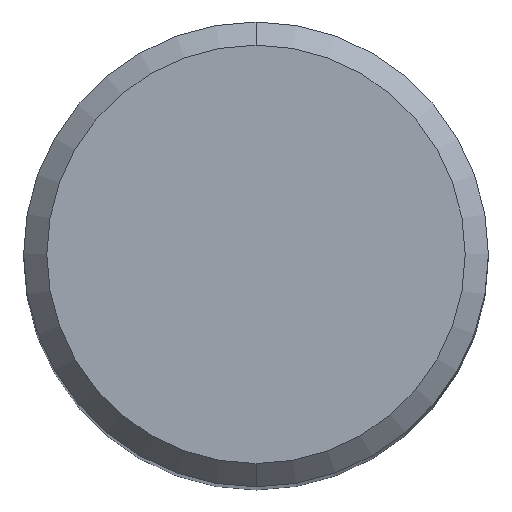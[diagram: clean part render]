
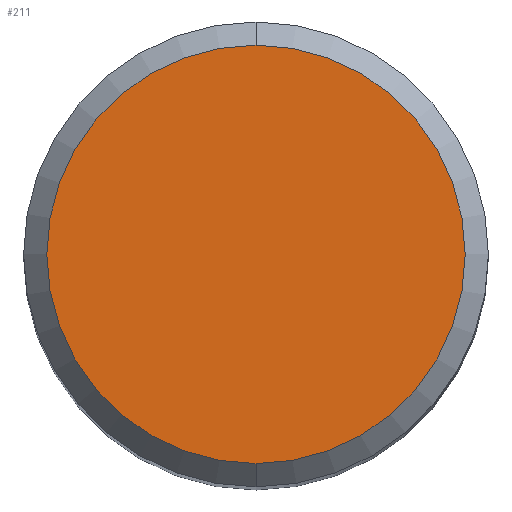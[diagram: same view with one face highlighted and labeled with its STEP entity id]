
A CAD part, top view. The second image highlights one B-rep face of the part: STEP entity #211.
In plain terms, the highlighted planar face has unit normal (0, 0, 1).
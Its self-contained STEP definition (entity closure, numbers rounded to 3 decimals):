
#211=ADVANCED_FACE('',(#507),#508,.T.);
#243=EDGE_CURVE('',#395,#367,#542,.T.);
#277=EDGE_CURVE('',#367,#395,#579,.T.);
#367=VERTEX_POINT('',#680);
#395=VERTEX_POINT('',#712);
#507=FACE_OUTER_BOUND('',#849,.T.);
#508=PLANE('',#850);
#542=CIRCLE('',#897,4.5);
#579=CIRCLE('',#949,4.5);
#680=CARTESIAN_POINT('',(0.,-4.5,0.0));
#712=CARTESIAN_POINT('',(0.0,4.5,0.0));
#849=EDGE_LOOP('',(#1483,#1484));
#850=AXIS2_PLACEMENT_3D('',#1485,#1486,#1487);
#897=AXIS2_PLACEMENT_3D('',#1519,#1520,#1521);
#949=AXIS2_PLACEMENT_3D('',#1559,#1560,#1561);
#1483=ORIENTED_EDGE('',*,*,#243,.F.);
#1484=ORIENTED_EDGE('',*,*,#277,.F.);
#1485=CARTESIAN_POINT('',(0.0,2.25,0.0));
#1486=DIRECTION('',(-0.0,0.0,1.0));
#1487=DIRECTION('',(0.0,-1.0,0.0));
#1519=CARTESIAN_POINT('',(0.0,0.0,0.0));
#1520=DIRECTION('',(0.0,0.0,-1.0));
#1521=DIRECTION('',(0.0,1.0,0.0));
#1559=CARTESIAN_POINT('',(0.0,0.0,0.0));
#1560=DIRECTION('',(0.0,0.0,-1.0));
#1561=DIRECTION('',(0.0,1.0,0.0));
